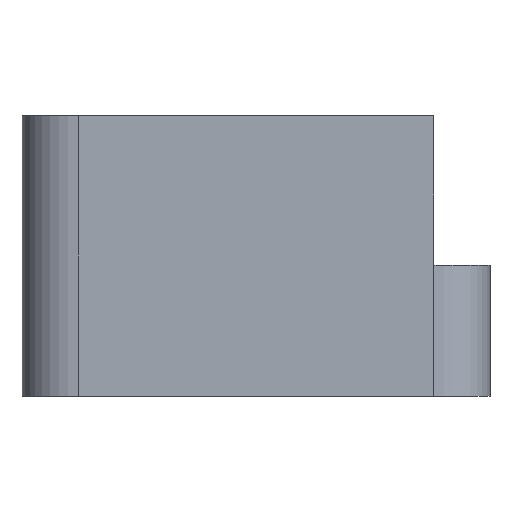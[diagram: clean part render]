
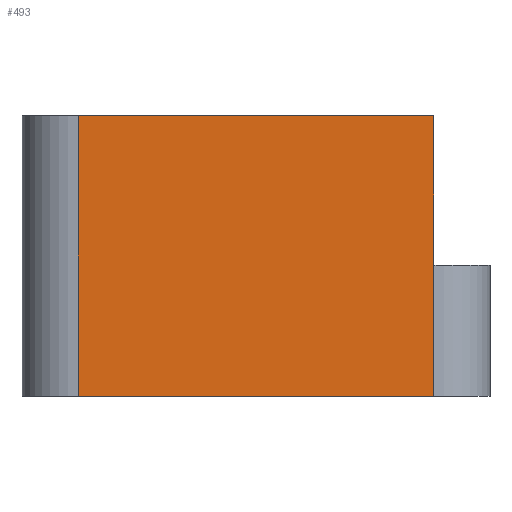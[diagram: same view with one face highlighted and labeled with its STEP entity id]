
A CAD part, front view. The second image highlights one B-rep face of the part: STEP entity #493.
In plain terms, the highlighted planar face has unit normal (0, -1, 0).
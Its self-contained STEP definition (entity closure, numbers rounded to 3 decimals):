
#70 = EDGE_CURVE('',#71,#73,#75,.T.);
#71 = VERTEX_POINT('',#72);
#72 = CARTESIAN_POINT('',(-12.,-20.,0.));
#73 = VERTEX_POINT('',#74);
#74 = CARTESIAN_POINT('',(7.,-20.,0.));
#75 = LINE('',#76,#77);
#76 = CARTESIAN_POINT('',(-10.,-20.,0.));
#77 = VECTOR('',#78,1.);
#78 = DIRECTION('',(1.,0.,0.));
#284 = EDGE_CURVE('',#73,#285,#287,.T.);
#285 = VERTEX_POINT('',#286);
#286 = CARTESIAN_POINT('',(7.,-20.,7.));
#287 = LINE('',#288,#289);
#288 = CARTESIAN_POINT('',(7.,-20.,0.));
#289 = VECTOR('',#290,1.);
#290 = DIRECTION('',(0.,0.,1.));
#493 = ADVANCED_FACE('',(#494),#520,.T.);
#494 = FACE_BOUND('',#495,.T.);
#495 = EDGE_LOOP('',(#496,#506,#512,#513,#514));
#496 = ORIENTED_EDGE('',*,*,#497,.T.);
#497 = EDGE_CURVE('',#498,#500,#502,.T.);
#498 = VERTEX_POINT('',#499);
#499 = CARTESIAN_POINT('',(7.,-20.,15.));
#500 = VERTEX_POINT('',#501);
#501 = CARTESIAN_POINT('',(-12.,-20.,15.));
#502 = LINE('',#503,#504);
#503 = CARTESIAN_POINT('',(7.,-20.,15.));
#504 = VECTOR('',#505,1.);
#505 = DIRECTION('',(-1.,0.,0.));
#506 = ORIENTED_EDGE('',*,*,#507,.F.);
#507 = EDGE_CURVE('',#71,#500,#508,.T.);
#508 = LINE('',#509,#510);
#509 = CARTESIAN_POINT('',(-12.,-20.,0.));
#510 = VECTOR('',#511,1.);
#511 = DIRECTION('',(0.,0.,1.));
#512 = ORIENTED_EDGE('',*,*,#70,.T.);
#513 = ORIENTED_EDGE('',*,*,#284,.T.);
#514 = ORIENTED_EDGE('',*,*,#515,.T.);
#515 = EDGE_CURVE('',#285,#498,#516,.T.);
#516 = LINE('',#517,#518);
#517 = CARTESIAN_POINT('',(7.,-20.,7.));
#518 = VECTOR('',#519,1.);
#519 = DIRECTION('',(0.,0.,1.));
#520 = PLANE('',#521);
#521 = AXIS2_PLACEMENT_3D('',#522,#523,#524);
#522 = CARTESIAN_POINT('',(-2.8,-20.,7.2));
#523 = DIRECTION('',(-0.,-1.,-0.));
#524 = DIRECTION('',(0.,0.,-1.));
